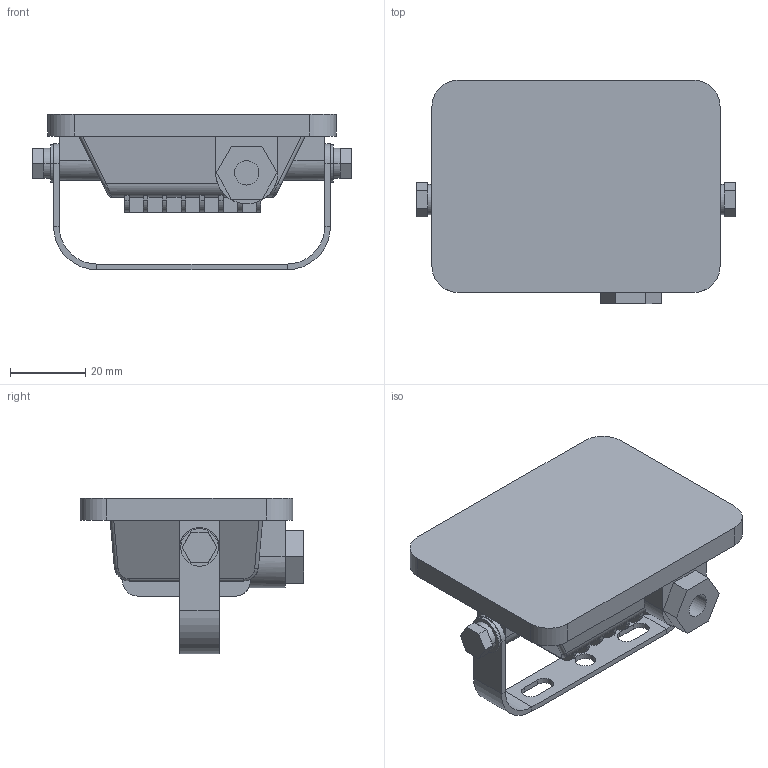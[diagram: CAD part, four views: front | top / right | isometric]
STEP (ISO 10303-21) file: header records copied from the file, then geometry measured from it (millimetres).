
FILE_DESCRIPTION (( 'STEP AP203' ), '1' );
FILE_NAME ('Ïðîæåêòîð ñâåòîäèîäíûé ÑÄÎ-3001 10Âò 6500Ê IP65 EKF Basic (FLL-3001-10-6500).STEP', '2022-04-25T13:36:03', ( '' ), ( '' ), 'SwSTEP 2.0', 'SolidWorks 2021', '' );
FILE_SCHEMA (( 'CONFIG_CONTROL_DESIGN' ));
Length unit declared in the file: millimetre
Products named in the file (1): Ïðîæåêòîð ñâåòîäèîäíûé ÑÄÎ-3001 10Âò 6500Ê IP65 EKF Basic (FLL-3001-10-6500)
Bounding box: 84.8 x 59.5 x 41.3 mm (x, y, z)
Volume: 65153.9 mm3; surface area: 18068.3 mm2
Topology: 1 solids, 1 shells, 214 faces, 578 edges, 372 vertices
Faces by surface type: plane 153, cylinder 57, bspline 4
Entity records: 6905 total; most frequent: CARTESIAN_POINT 1373, ORIENTED_EDGE 1156, DIRECTION 1134, EDGE_CURVE 578, LINE 404, VECTOR 404, VERTEX_POINT 372, AXIS2_PLACEMENT_3D 365
